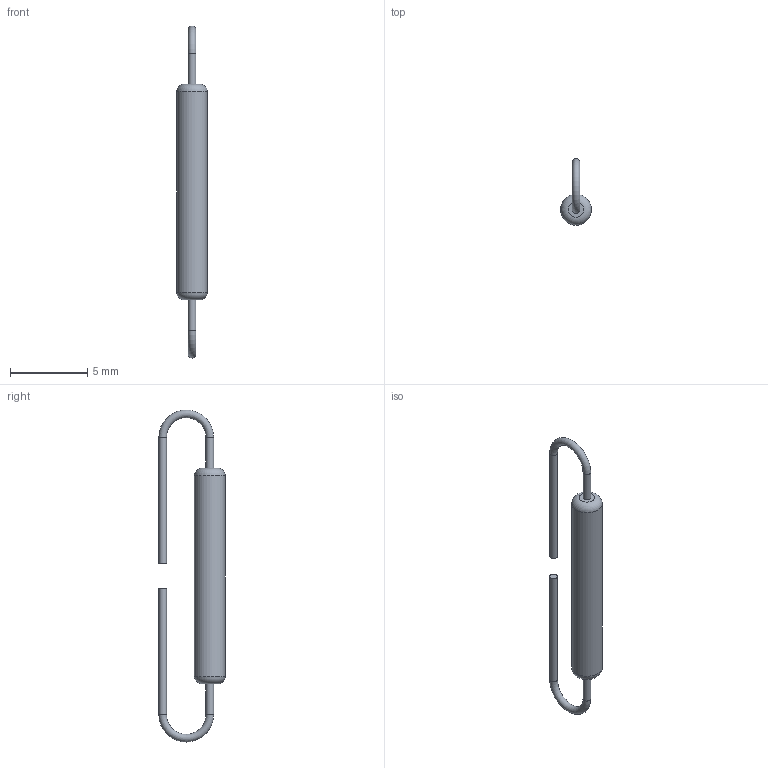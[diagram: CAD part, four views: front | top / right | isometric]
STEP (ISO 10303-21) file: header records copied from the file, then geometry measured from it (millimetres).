
FILE_DESCRIPTION(('FreeCAD Model'),'2;1');
FILE_NAME('Open CASCADE Shape Model','2021-01-14T23:32:11',( 'kicad StepUp'),('ksu MCAD'),'Open CASCADE STEP processor 7.4', 'FreeCAD','Unknown');
FILE_SCHEMA(('AUTOMOTIVE_DESIGN { 1 0 10303 214 1 1 1 1 }'));
Length unit declared in the file: millimetre
Products named in the file (1): Clone001
Bounding box: 2 x 4.31 x 21.56 mm (x, y, z)
Volume: 49.3 mm3; surface area: 139.2 mm2
Topology: 3 solids, 3 shells, 15 faces, 21 edges, 12 vertices
Faces by surface type: plane 6, cylinder 5, torus 4
Full cylindrical faces by diameter (mm): 0.5 x4, 2 x1
Entity records: 359 total; most frequent: DIRECTION 69, CARTESIAN_POINT 49, ORIENTED_EDGE 42, AXIS2_PLACEMENT_3D 32, EDGE_CURVE 21, CIRCLE 16, ADVANCED_FACE 15, FACE_BOUND 15
